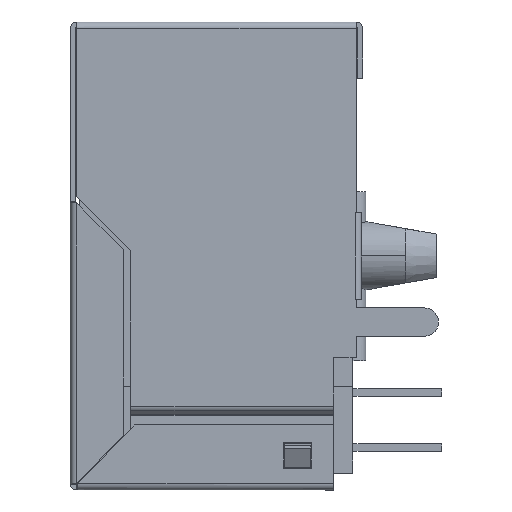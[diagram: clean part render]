
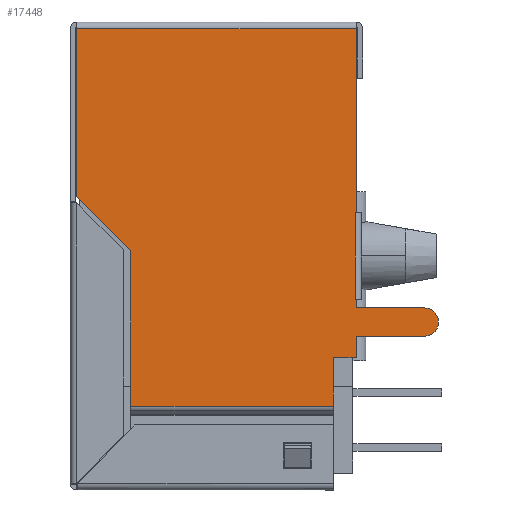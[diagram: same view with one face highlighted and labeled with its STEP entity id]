
A CAD part, left-side view. The second image highlights one B-rep face of the part: STEP entity #17448.
In plain terms, the highlighted planar face has unit normal (-1, 0, 0).
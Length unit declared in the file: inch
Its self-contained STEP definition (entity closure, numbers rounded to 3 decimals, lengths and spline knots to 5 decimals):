
#12 = EDGE_CURVE ( 'NONE', #11190, #13725, #18215, .T. ) ;
#141 = DIRECTION ( 'NONE',  ( 0., 0., 1. ) ) ;
#330 = CARTESIAN_POINT ( 'NONE',  ( 0.01509, -0.10243, 0.47323 ) ) ;
#551 = CARTESIAN_POINT ( 'NONE',  ( 0.01509, 0.02158, 0.47323 ) ) ;
#563 = ORIENTED_EDGE ( 'NONE', *, *, #2720, .T. ) ;
#750 = VERTEX_POINT ( 'NONE', #17423 ) ;
#986 = VECTOR ( 'NONE', #20998, 39.37008 ) ;
#1116 = CARTESIAN_POINT ( 'NONE',  ( 0.01509, -0.10243, 0.20945 ) ) ;
#1339 = VERTEX_POINT ( 'NONE', #8677 ) ;
#1572 = DIRECTION ( 'NONE',  ( 0., -1., 0. ) ) ;
#1787 = EDGE_CURVE ( 'NONE', #14532, #750, #15636, .T. ) ;
#1915 = LINE ( 'NONE', #9102, #4182 ) ;
#2225 = EDGE_CURVE ( 'NONE', #16482, #20776, #5649, .T. ) ;
#2420 = VECTOR ( 'NONE', #8322, 39.37008 ) ;
#2720 = EDGE_CURVE ( 'NONE', #21275, #23325, #8644, .T. ) ;
#2742 = VECTOR ( 'NONE', #12861, 39.37008 ) ;
#2809 = LINE ( 'NONE', #10105, #22057 ) ;
#2865 = EDGE_CURVE ( 'NONE', #20639, #21275, #16565, .T. ) ;
#2898 = CARTESIAN_POINT ( 'NONE',  ( 0.01509, -0.10243, 0.27441 ) ) ;
#3132 = CARTESIAN_POINT ( 'NONE',  ( 0.01509, 0.02355, 0.31575 ) ) ;
#3227 = CARTESIAN_POINT ( 'NONE',  ( 0.01509, 0.52946, 0.80787 ) ) ;
#3338 = EDGE_CURVE ( 'NONE', #1339, #13298, #2809, .T. ) ;
#3357 = CARTESIAN_POINT ( 'NONE',  ( 0.01509, -0.10243, 0.31575 ) ) ;
#3459 = CARTESIAN_POINT ( 'NONE',  ( 0.01509, 0.43103, 0.27441 ) ) ;
#3561 = VECTOR ( 'NONE', #13251, 39.37008 ) ;
#3919 = CARTESIAN_POINT ( 'NONE',  ( 0.01509, -0.10243, 0.12182 ) ) ;
#4182 = VECTOR ( 'NONE', #141, 39.37008 ) ;
#4563 = PLANE ( 'NONE',  #17741 ) ;
#5274 = ORIENTED_EDGE ( 'NONE', *, *, #10870, .T. ) ;
#5505 = CIRCLE ( 'NONE', #18743, 0.02559 ) ;
#5649 = LINE ( 'NONE', #7429, #2742 ) ;
#5790 = EDGE_LOOP ( 'NONE', ( #13719, #22239, #15511, #18038, #8512, #5274, #10043, #11806, #22827, #6947, #13209, #19618, #563, #21045, #20937, #23387 ) ) ;
#5921 = DIRECTION ( 'NONE',  ( 0., 0., 1. ) ) ;
#6662 = FACE_OUTER_BOUND ( 'NONE', #5790, .T. ) ;
#6947 = ORIENTED_EDGE ( 'NONE', *, *, #18568, .T. ) ;
#7225 = CARTESIAN_POINT ( 'NONE',  ( 0.01509, 0.06292, 0.27441 ) ) ;
#7235 = LINE ( 'NONE', #3459, #16277 ) ;
#7429 = CARTESIAN_POINT ( 'NONE',  ( 0.01509, -0.10243, 0.24882 ) ) ;
#7739 = CARTESIAN_POINT ( 'NONE',  ( 0.01509, 0.52946, 0.50209 ) ) ;
#7918 = CARTESIAN_POINT ( 'NONE',  ( 0.01509, 0.02158, 0.31575 ) ) ;
#8322 = DIRECTION ( 'NONE',  ( 0., -1., 0. ) ) ;
#8335 = LINE ( 'NONE', #13768, #986 ) ;
#8452 = DIRECTION ( 'NONE',  ( -1., 0., 0. ) ) ;
#8512 = ORIENTED_EDGE ( 'NONE', *, *, #1787, .T. ) ;
#8544 = VECTOR ( 'NONE', #13171, 39.37008 ) ;
#8644 = LINE ( 'NONE', #7225, #10305 ) ;
#8652 = LINE ( 'NONE', #12307, #14763 ) ;
#8677 = CARTESIAN_POINT ( 'NONE',  ( 0.01509, 0.52946, 0.80787 ) ) ;
#9102 = CARTESIAN_POINT ( 'NONE',  ( 0.01509, 0.02158, 0.27441 ) ) ;
#9247 = CARTESIAN_POINT ( 'NONE',  ( 0.01509, 0.02158, 0.27441 ) ) ;
#10043 = ORIENTED_EDGE ( 'NONE', *, *, #19276, .T. ) ;
#10046 = CARTESIAN_POINT ( 'NONE',  ( 0.01509, 0.02355, 0.27441 ) ) ;
#10105 = CARTESIAN_POINT ( 'NONE',  ( 0.01509, 0.52946, 0.27441 ) ) ;
#10305 = VECTOR ( 'NONE', #10745, 39.37008 ) ;
#10417 = LINE ( 'NONE', #3357, #18628 ) ;
#10465 = VECTOR ( 'NONE', #20412, 39.37008 ) ;
#10608 = CARTESIAN_POINT ( 'NONE',  ( 0.01509, 0.06292, 0.12182 ) ) ;
#10745 = DIRECTION ( 'NONE',  ( 0., 0., 1. ) ) ;
#10870 = EDGE_CURVE ( 'NONE', #750, #19918, #12824, .T. ) ;
#11155 = CARTESIAN_POINT ( 'NONE',  ( 0.01509, 0.43103, 0.12182 ) ) ;
#11190 = VERTEX_POINT ( 'NONE', #12147 ) ;
#11257 = LINE ( 'NONE', #20285, #8544 ) ;
#11522 = CARTESIAN_POINT ( 'NONE',  ( 0.01509, 0.43103, 0.40366 ) ) ;
#11639 = CARTESIAN_POINT ( 'NONE',  ( 0.01509, -0.10243, 0.27441 ) ) ;
#11806 = ORIENTED_EDGE ( 'NONE', *, *, #15773, .F. ) ;
#12147 = CARTESIAN_POINT ( 'NONE',  ( 0.01509, 0.02158, 0.3 ) ) ;
#12307 = CARTESIAN_POINT ( 'NONE',  ( 0.01509, 0.52946, 0.50209 ) ) ;
#12545 = LINE ( 'NONE', #3227, #20274 ) ;
#12824 = LINE ( 'NONE', #330, #10465 ) ;
#12861 = DIRECTION ( 'NONE',  ( 0., -1., 0. ) ) ;
#12881 = CARTESIAN_POINT ( 'NONE',  ( 0.01509, 0.02158, 0.20945 ) ) ;
#13171 = DIRECTION ( 'NONE',  ( 0., 1., 0. ) ) ;
#13209 = ORIENTED_EDGE ( 'NONE', *, *, #18538, .T. ) ;
#13219 = VECTOR ( 'NONE', #5921, 39.37008 ) ;
#13251 = DIRECTION ( 'NONE',  ( 0., -1., 0. ) ) ;
#13298 = VERTEX_POINT ( 'NONE', #7739 ) ;
#13324 = DIRECTION ( 'NONE',  ( -1., 0., 0. ) ) ;
#13371 = EDGE_CURVE ( 'NONE', #23325, #13781, #15305, .T. ) ;
#13719 = ORIENTED_EDGE ( 'NONE', *, *, #22248, .T. ) ;
#13725 = VERTEX_POINT ( 'NONE', #7918 ) ;
#13768 = CARTESIAN_POINT ( 'NONE',  ( 0.01509, 0.02158, 0.27441 ) ) ;
#13781 = VERTEX_POINT ( 'NONE', #12881 ) ;
#14186 = CARTESIAN_POINT ( 'NONE',  ( 0.01509, 0.02158, 0.24882 ) ) ;
#14475 = EDGE_CURVE ( 'NONE', #13781, #16482, #8335, .T. ) ;
#14532 = VERTEX_POINT ( 'NONE', #3132 ) ;
#14763 = VECTOR ( 'NONE', #21895, 39.37008 ) ;
#15109 = DIRECTION ( 'NONE',  ( 0., 0., -1. ) ) ;
#15208 = VECTOR ( 'NONE', #17280, 39.37008 ) ;
#15305 = LINE ( 'NONE', #1116, #2420 ) ;
#15321 = DIRECTION ( 'NONE',  ( 0., 1., 0. ) ) ;
#15511 = ORIENTED_EDGE ( 'NONE', *, *, #12, .T. ) ;
#15594 = CARTESIAN_POINT ( 'NONE',  ( 0.01509, -0.10243, 0.3 ) ) ;
#15622 = EDGE_CURVE ( 'NONE', #19441, #11190, #11257, .T. ) ;
#15636 = LINE ( 'NONE', #10046, #15208 ) ;
#15655 = CARTESIAN_POINT ( 'NONE',  ( 0.01509, 0.06292, 0.20945 ) ) ;
#15773 = EDGE_CURVE ( 'NONE', #1339, #20592, #12545, .T. ) ;
#16277 = VECTOR ( 'NONE', #21310, 39.37008 ) ;
#16482 = VERTEX_POINT ( 'NONE', #14186 ) ;
#16565 = LINE ( 'NONE', #3919, #3561 ) ;
#17280 = DIRECTION ( 'NONE',  ( 0., 0., 1. ) ) ;
#17334 = DIRECTION ( 'NONE',  ( 0., 0., -1. ) ) ;
#17423 = CARTESIAN_POINT ( 'NONE',  ( 0.01509, 0.02355, 0.47323 ) ) ;
#17448 = ADVANCED_FACE ( 'NONE', ( #6662 ), #4563, .T. ) ;
#17741 = AXIS2_PLACEMENT_3D ( 'NONE', #2898, #8452, #15321 ) ;
#18038 = ORIENTED_EDGE ( 'NONE', *, *, #20777, .T. ) ;
#18215 = LINE ( 'NONE', #9247, #13219 ) ;
#18538 = EDGE_CURVE ( 'NONE', #22182, #20639, #7235, .T. ) ;
#18568 = EDGE_CURVE ( 'NONE', #13298, #22182, #8652, .T. ) ;
#18628 = VECTOR ( 'NONE', #19916, 39.37008 ) ;
#18743 = AXIS2_PLACEMENT_3D ( 'NONE', #11639, #13324, #15109 ) ;
#19276 = EDGE_CURVE ( 'NONE', #19918, #20592, #1915, .T. ) ;
#19441 = VERTEX_POINT ( 'NONE', #15594 ) ;
#19618 = ORIENTED_EDGE ( 'NONE', *, *, #2865, .T. ) ;
#19687 = CARTESIAN_POINT ( 'NONE',  ( 0.01509, 0.02158, 0.80787 ) ) ;
#19916 = DIRECTION ( 'NONE',  ( 0., 1., 0. ) ) ;
#19918 = VERTEX_POINT ( 'NONE', #551 ) ;
#20274 = VECTOR ( 'NONE', #1572, 39.37008 ) ;
#20285 = CARTESIAN_POINT ( 'NONE',  ( 0.01509, -0.10243, 0.3 ) ) ;
#20412 = DIRECTION ( 'NONE',  ( 0., -1., 0. ) ) ;
#20592 = VERTEX_POINT ( 'NONE', #19687 ) ;
#20639 = VERTEX_POINT ( 'NONE', #11155 ) ;
#20776 = VERTEX_POINT ( 'NONE', #21792 ) ;
#20777 = EDGE_CURVE ( 'NONE', #13725, #14532, #10417, .T. ) ;
#20937 = ORIENTED_EDGE ( 'NONE', *, *, #14475, .T. ) ;
#20998 = DIRECTION ( 'NONE',  ( 0., 0., 1. ) ) ;
#21045 = ORIENTED_EDGE ( 'NONE', *, *, #13371, .T. ) ;
#21275 = VERTEX_POINT ( 'NONE', #10608 ) ;
#21310 = DIRECTION ( 'NONE',  ( 0., 0., -1. ) ) ;
#21792 = CARTESIAN_POINT ( 'NONE',  ( 0.01509, -0.10243, 0.24882 ) ) ;
#21895 = DIRECTION ( 'NONE',  ( 0., -0.707, -0.707 ) ) ;
#22057 = VECTOR ( 'NONE', #17334, 39.37008 ) ;
#22182 = VERTEX_POINT ( 'NONE', #11522 ) ;
#22239 = ORIENTED_EDGE ( 'NONE', *, *, #15622, .T. ) ;
#22248 = EDGE_CURVE ( 'NONE', #20776, #19441, #5505, .T. ) ;
#22827 = ORIENTED_EDGE ( 'NONE', *, *, #3338, .T. ) ;
#23325 = VERTEX_POINT ( 'NONE', #15655 ) ;
#23387 = ORIENTED_EDGE ( 'NONE', *, *, #2225, .T. ) ;
